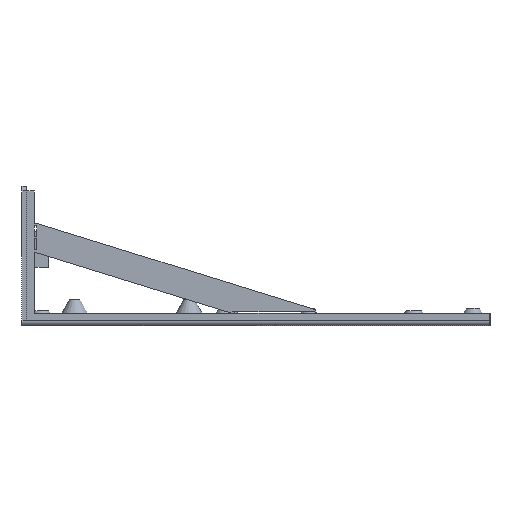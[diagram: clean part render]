
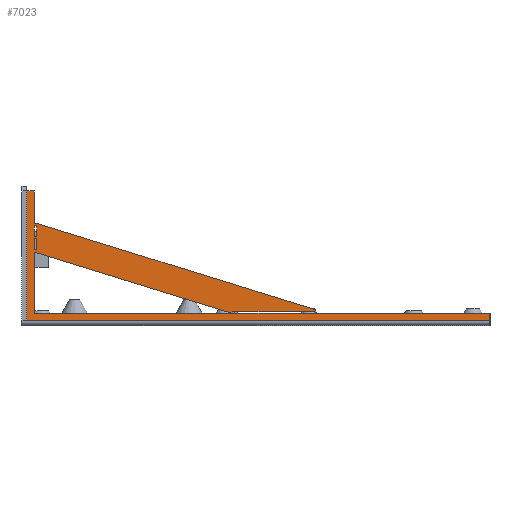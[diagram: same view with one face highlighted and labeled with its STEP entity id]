
A CAD part, left-side view. The second image highlights one B-rep face of the part: STEP entity #7023.
In plain terms, the highlighted planar face has unit normal (-1, 0, 0).
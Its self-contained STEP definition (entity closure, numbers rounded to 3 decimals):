
#183=FACE_BOUND('',#961,.T.);
#184=FACE_BOUND('',#962,.T.);
#185=FACE_BOUND('',#963,.T.);
#186=FACE_BOUND('',#964,.T.);
#453=FACE_OUTER_BOUND('',#960,.T.);
#960=EDGE_LOOP('',(#5566,#5567,#5568,#5569,#5570,#5571,#5572,#5573,#5574));
#961=EDGE_LOOP('',(#5575,#5576,#5577,#5578));
#962=EDGE_LOOP('',(#5579,#5580,#5581,#5582));
#963=EDGE_LOOP('',(#5583,#5584,#5585));
#964=EDGE_LOOP('',(#5586,#5587,#5588,#5589));
#1308=LINE('',#9758,#2181);
#1318=LINE('',#9781,#2191);
#1333=LINE('',#9817,#2206);
#1337=LINE('',#9825,#2210);
#1340=LINE('',#9832,#2213);
#1344=LINE('',#9840,#2217);
#1347=LINE('',#9846,#2220);
#1350=LINE('',#9853,#2223);
#1354=LINE('',#9862,#2227);
#1358=LINE('',#9870,#2231);
#1361=LINE('',#9876,#2234);
#1364=LINE('',#9882,#2237);
#1367=LINE('',#9888,#2240);
#1370=LINE('',#9893,#2243);
#1372=LINE('',#9897,#2245);
#1377=LINE('',#9906,#2250);
#1378=LINE('',#9908,#2251);
#1380=LINE('',#9911,#2253);
#1383=LINE('',#9915,#2256);
#1384=LINE('',#9917,#2257);
#1632=LINE('',#10512,#2505);
#1858=LINE('',#10986,#2731);
#1865=LINE('',#11003,#2738);
#1872=LINE('',#11028,#2745);
#2181=VECTOR('',#7911,10.);
#2191=VECTOR('',#7931,10.);
#2206=VECTOR('',#7962,10.);
#2210=VECTOR('',#7968,10.);
#2213=VECTOR('',#7973,10.);
#2217=VECTOR('',#7979,10.);
#2220=VECTOR('',#7984,10.);
#2223=VECTOR('',#7989,10.);
#2227=VECTOR('',#7995,10.);
#2231=VECTOR('',#8001,10.);
#2234=VECTOR('',#8006,10.);
#2237=VECTOR('',#8011,10.);
#2240=VECTOR('',#8016,10.);
#2243=VECTOR('',#8021,10.);
#2245=VECTOR('',#8025,10.);
#2250=VECTOR('',#8032,10.);
#2251=VECTOR('',#8035,10.);
#2253=VECTOR('',#8039,10.);
#2256=VECTOR('',#8044,10.);
#2257=VECTOR('',#8047,10.);
#2505=VECTOR('',#8443,10.);
#2731=VECTOR('',#8717,10.);
#2738=VECTOR('',#8736,10.);
#2745=VECTOR('',#8761,10.);
#3056=VERTEX_POINT('',#9755);
#3057=VERTEX_POINT('',#9757);
#3064=VERTEX_POINT('',#9778);
#3065=VERTEX_POINT('',#9780);
#3077=VERTEX_POINT('',#9815);
#3078=VERTEX_POINT('',#9816);
#3081=VERTEX_POINT('',#9824);
#3083=VERTEX_POINT('',#9830);
#3084=VERTEX_POINT('',#9831);
#3087=VERTEX_POINT('',#9839);
#3089=VERTEX_POINT('',#9845);
#3091=VERTEX_POINT('',#9851);
#3092=VERTEX_POINT('',#9852);
#3095=VERTEX_POINT('',#9860);
#3096=VERTEX_POINT('',#9861);
#3099=VERTEX_POINT('',#9869);
#3101=VERTEX_POINT('',#9875);
#3103=VERTEX_POINT('',#9881);
#3105=VERTEX_POINT('',#9887);
#3107=VERTEX_POINT('',#9896);
#3110=VERTEX_POINT('',#9904);
#3382=VERTEX_POINT('',#10510);
#3383=VERTEX_POINT('',#10511);
#3611=VERTEX_POINT('',#11002);
#3729=EDGE_CURVE('',#3056,#3057,#1308,.T.);
#3741=EDGE_CURVE('',#3064,#3065,#1318,.T.);
#3760=EDGE_CURVE('',#3077,#3078,#1333,.T.);
#3764=EDGE_CURVE('',#3078,#3081,#1337,.T.);
#3767=EDGE_CURVE('',#3083,#3084,#1340,.T.);
#3771=EDGE_CURVE('',#3084,#3087,#1344,.T.);
#3774=EDGE_CURVE('',#3087,#3089,#1347,.T.);
#3777=EDGE_CURVE('',#3091,#3092,#1350,.T.);
#3781=EDGE_CURVE('',#3095,#3096,#1354,.T.);
#3785=EDGE_CURVE('',#3099,#3095,#1358,.T.);
#3788=EDGE_CURVE('',#3101,#3099,#1361,.T.);
#3791=EDGE_CURVE('',#3056,#3103,#1364,.T.);
#3794=EDGE_CURVE('',#3105,#3103,#1367,.T.);
#3797=EDGE_CURVE('',#3105,#3065,#1370,.T.);
#3799=EDGE_CURVE('',#3107,#3077,#1372,.T.);
#3804=EDGE_CURVE('',#3110,#3092,#1377,.T.);
#3805=EDGE_CURVE('',#3096,#3101,#1378,.T.);
#3807=EDGE_CURVE('',#3091,#3110,#1380,.T.);
#3810=EDGE_CURVE('',#3107,#3081,#1383,.T.);
#3811=EDGE_CURVE('',#3083,#3089,#1384,.T.);
#4104=EDGE_CURVE('',#3382,#3383,#1632,.T.);
#4342=EDGE_CURVE('',#3382,#3057,#1858,.T.);
#4351=EDGE_CURVE('',#3383,#3611,#1865,.T.);
#4363=EDGE_CURVE('',#3611,#3064,#1872,.T.);
#5566=ORIENTED_EDGE('',*,*,#3791,.T.);
#5567=ORIENTED_EDGE('',*,*,#3794,.F.);
#5568=ORIENTED_EDGE('',*,*,#3797,.T.);
#5569=ORIENTED_EDGE('',*,*,#3741,.F.);
#5570=ORIENTED_EDGE('',*,*,#4363,.F.);
#5571=ORIENTED_EDGE('',*,*,#4351,.F.);
#5572=ORIENTED_EDGE('',*,*,#4104,.F.);
#5573=ORIENTED_EDGE('',*,*,#4342,.T.);
#5574=ORIENTED_EDGE('',*,*,#3729,.F.);
#5575=ORIENTED_EDGE('',*,*,#3810,.F.);
#5576=ORIENTED_EDGE('',*,*,#3799,.T.);
#5577=ORIENTED_EDGE('',*,*,#3760,.T.);
#5578=ORIENTED_EDGE('',*,*,#3764,.T.);
#5579=ORIENTED_EDGE('',*,*,#3767,.T.);
#5580=ORIENTED_EDGE('',*,*,#3771,.T.);
#5581=ORIENTED_EDGE('',*,*,#3774,.T.);
#5582=ORIENTED_EDGE('',*,*,#3811,.F.);
#5583=ORIENTED_EDGE('',*,*,#3777,.T.);
#5584=ORIENTED_EDGE('',*,*,#3804,.F.);
#5585=ORIENTED_EDGE('',*,*,#3807,.F.);
#5586=ORIENTED_EDGE('',*,*,#3781,.F.);
#5587=ORIENTED_EDGE('',*,*,#3785,.F.);
#5588=ORIENTED_EDGE('',*,*,#3788,.F.);
#5589=ORIENTED_EDGE('',*,*,#3805,.F.);
#6687=PLANE('',#7474);
#7023=ADVANCED_FACE('',(#453,#183,#184,#185,#186),#6687,.T.);
#7474=AXIS2_PLACEMENT_3D('',#11038,#8773,#8774);
#7911=DIRECTION('',(0.,-1.,0.));
#7931=DIRECTION('',(0.,0.,-1.));
#7962=DIRECTION('',(0.,0.,-1.));
#7968=DIRECTION('',(0.,1.,0.));
#7973=DIRECTION('',(0.,-1.,0.));
#7979=DIRECTION('',(0.,0.,-1.));
#7984=DIRECTION('',(0.,1.,0.));
#7989=DIRECTION('',(0.,-0.955,-0.296));
#7995=DIRECTION('',(0.,0.,-1.));
#8001=DIRECTION('',(0.,1.,0.));
#8006=DIRECTION('',(0.,0.,1.));
#8011=DIRECTION('',(0.,0.,1.));
#8016=DIRECTION('',(0.,-0.955,-0.296));
#8021=DIRECTION('',(0.,1.,0.));
#8025=DIRECTION('',(0.,-1.,0.));
#8032=DIRECTION('',(0.,-1.,0.));
#8035=DIRECTION('',(0.,-1.,0.));
#8039=DIRECTION('',(0.,0.,-1.));
#8044=DIRECTION('',(0.,0.,-1.));
#8047=DIRECTION('',(0.,0.,-1.));
#8443=DIRECTION('',(0.,1.,0.));
#8717=DIRECTION('',(0.,0.,1.));
#8736=DIRECTION('',(0.,0.,1.));
#8761=DIRECTION('',(0.,-1.,0.));
#8773=DIRECTION('center_axis',(-1.,0.,0.));
#8774=DIRECTION('ref_axis',(0.,-1.,0.));
#9755=CARTESIAN_POINT('',(-99.203,-26.888,4.8));
#9757=CARTESIAN_POINT('',(-99.203,-93.989,4.8));
#9758=CARTESIAN_POINT('',(-99.203,-92.189,4.8));
#9778=CARTESIAN_POINT('',(-99.203,81.211,51.8));
#9780=CARTESIAN_POINT('',(-99.203,81.211,39.376));
#9781=CARTESIAN_POINT('',(-99.203,81.211,51.8));
#9815=CARTESIAN_POINT('',(-99.203,80.411,38.424));
#9816=CARTESIAN_POINT('',(-99.203,80.411,34.286));
#9817=CARTESIAN_POINT('',(-99.203,80.411,38.424));
#9824=CARTESIAN_POINT('',(-99.203,81.211,34.286));
#9825=CARTESIAN_POINT('',(-99.203,80.411,34.286));
#9830=CARTESIAN_POINT('',(-99.203,81.211,33.486));
#9831=CARTESIAN_POINT('',(-99.203,80.411,33.486));
#9832=CARTESIAN_POINT('',(-99.203,81.211,33.486));
#9839=CARTESIAN_POINT('',(-99.203,80.411,29.186));
#9840=CARTESIAN_POINT('',(-99.203,80.411,38.424));
#9845=CARTESIAN_POINT('',(-99.203,81.211,29.186));
#9846=CARTESIAN_POINT('',(-99.203,80.411,29.186));
#9851=CARTESIAN_POINT('',(-99.203,81.211,28.3));
#9852=CARTESIAN_POINT('',(-99.203,5.346,4.8));
#9853=CARTESIAN_POINT('',(-99.203,81.211,28.3));
#9860=CARTESIAN_POINT('',(-99.203,4.946,5.3));
#9861=CARTESIAN_POINT('',(-99.203,4.946,4.8));
#9862=CARTESIAN_POINT('',(-99.203,4.946,5.3));
#9869=CARTESIAN_POINT('',(-99.203,-26.488,5.3));
#9870=CARTESIAN_POINT('',(-99.203,-26.488,5.3));
#9875=CARTESIAN_POINT('',(-99.203,-26.488,4.8));
#9876=CARTESIAN_POINT('',(-99.203,-26.488,4.8));
#9881=CARTESIAN_POINT('',(-99.203,-26.888,6.139));
#9882=CARTESIAN_POINT('',(-99.203,-26.888,4.8));
#9887=CARTESIAN_POINT('',(-99.203,80.411,39.376));
#9888=CARTESIAN_POINT('',(-99.203,81.211,39.624));
#9893=CARTESIAN_POINT('',(-99.203,80.411,39.376));
#9896=CARTESIAN_POINT('',(-99.203,81.211,38.424));
#9897=CARTESIAN_POINT('',(-99.203,81.211,38.424));
#9904=CARTESIAN_POINT('',(-99.203,81.211,4.8));
#9906=CARTESIAN_POINT('',(-99.203,-92.189,4.8));
#9908=CARTESIAN_POINT('',(-99.203,-92.189,4.8));
#9911=CARTESIAN_POINT('',(-99.203,81.211,51.8));
#9915=CARTESIAN_POINT('',(-99.203,81.211,51.8));
#9917=CARTESIAN_POINT('',(-99.203,81.211,51.8));
#10510=CARTESIAN_POINT('',(-99.203,-93.989,1.8));
#10511=CARTESIAN_POINT('',(-99.203,84.211,1.8));
#10512=CARTESIAN_POINT('',(-99.203,-42.744,1.8));
#10986=CARTESIAN_POINT('',(-99.203,-93.989,1.8));
#11002=CARTESIAN_POINT('',(-99.203,84.211,51.8));
#11003=CARTESIAN_POINT('',(-99.203,84.211,1.8));
#11028=CARTESIAN_POINT('',(-99.203,84.211,51.8));
#11038=CARTESIAN_POINT('Origin',(-99.203,-81.5,1.8));
